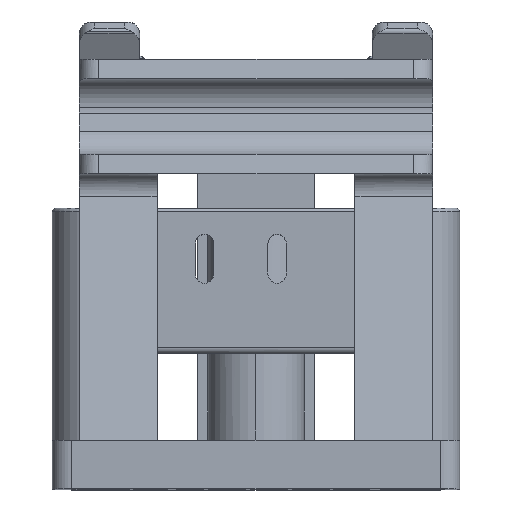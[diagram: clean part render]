
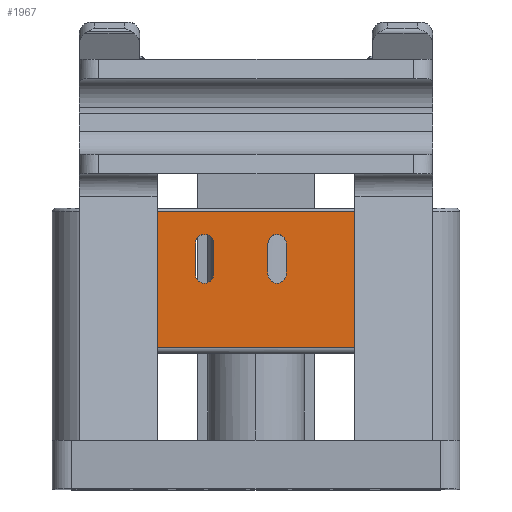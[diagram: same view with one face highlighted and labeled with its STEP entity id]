
A CAD part, top view. The second image highlights one B-rep face of the part: STEP entity #1967.
In plain terms, the highlighted planar face has unit normal (0, 0, 1).
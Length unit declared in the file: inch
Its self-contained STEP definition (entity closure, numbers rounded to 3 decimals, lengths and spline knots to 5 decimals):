
#149 = VERTEX_POINT ( 'NONE', #8482 ) ;
#182 = ORIENTED_EDGE ( 'NONE', *, *, #1122, .F. ) ;
#213 = AXIS2_PLACEMENT_3D ( 'NONE', #2844, #8498, #2747 ) ;
#295 = CARTESIAN_POINT ( 'NONE',  ( -0.6728, 0.73, 0.291 ) ) ;
#513 = DIRECTION ( 'NONE',  ( 1., 0., 0. ) ) ;
#879 = LINE ( 'NONE', #13163, #5716 ) ;
#1122 = EDGE_CURVE ( 'NONE', #14185, #13232, #2087, .T. ) ;
#1194 = EDGE_CURVE ( 'NONE', #11209, #149, #4069, .T. ) ;
#1316 = EDGE_LOOP ( 'NONE', ( #10184, #6445, #12160, #182 ) ) ;
#1505 = VERTEX_POINT ( 'NONE', #10292 ) ;
#1737 = AXIS2_PLACEMENT_3D ( 'NONE', #2129, #5474, #13546 ) ;
#1967 = ADVANCED_FACE ( 'NONE', ( #2244, #4968, #12388 ), #7844, .T. ) ;
#2017 = CIRCLE ( 'NONE', #213, 0.047 ) ;
#2087 = CIRCLE ( 'NONE', #14590, 0.047 ) ;
#2129 = CARTESIAN_POINT ( 'NONE',  ( -0.6728, 0.7, 0.291 ) ) ;
#2244 = FACE_OUTER_BOUND ( 'NONE', #6621, .T. ) ;
#2341 = CARTESIAN_POINT ( 'NONE',  ( 0.06174, 1.10999, 0.291 ) ) ;
#2532 = VECTOR ( 'NONE', #4753, 39.37008 ) ;
#2535 = EDGE_CURVE ( 'NONE', #9760, #6163, #10555, .T. ) ;
#2747 = DIRECTION ( 'NONE',  ( 1., 0., 0. ) ) ;
#2771 = CARTESIAN_POINT ( 'NONE',  ( 0.6728, 0.7, 0.291 ) ) ;
#2844 = CARTESIAN_POINT ( 'NONE',  ( -0.26528, 1.10999, 0.291 ) ) ;
#2855 = DIRECTION ( 'NONE',  ( 1., 0., 0. ) ) ;
#2899 = LINE ( 'NONE', #6468, #7776 ) ;
#3245 = ORIENTED_EDGE ( 'NONE', *, *, #12884, .F. ) ;
#3810 = CIRCLE ( 'NONE', #11316, 0.047 ) ;
#3815 = DIRECTION ( 'NONE',  ( 0., 0., 1. ) ) ;
#3844 = VERTEX_POINT ( 'NONE', #13775 ) ;
#4013 = CARTESIAN_POINT ( 'NONE',  ( 0.06174, 1.26699, 0.291 ) ) ;
#4069 = LINE ( 'NONE', #14157, #9857 ) ;
#4280 = LINE ( 'NONE', #2771, #4821 ) ;
#4352 = CARTESIAN_POINT ( 'NONE',  ( 0.06174, 1.10999, 0.291 ) ) ;
#4470 = CARTESIAN_POINT ( 'NONE',  ( 0.6728, 0.73, 0.291 ) ) ;
#4486 = ORIENTED_EDGE ( 'NONE', *, *, #11915, .T. ) ;
#4547 = ORIENTED_EDGE ( 'NONE', *, *, #4586, .T. ) ;
#4586 = EDGE_CURVE ( 'NONE', #9090, #12712, #879, .T. ) ;
#4730 = CARTESIAN_POINT ( 'NONE',  ( -0.6728, 1.43, 0.291 ) ) ;
#4741 = CARTESIAN_POINT ( 'NONE',  ( 0.15574, 1.26699, 0.291 ) ) ;
#4753 = DIRECTION ( 'NONE',  ( 0., -1., 0. ) ) ;
#4821 = VECTOR ( 'NONE', #5044, 39.37008 ) ;
#4968 = FACE_BOUND ( 'NONE', #13399, .T. ) ;
#5044 = DIRECTION ( 'NONE',  ( 0., 1., 0. ) ) ;
#5138 = CARTESIAN_POINT ( 'NONE',  ( 0.15574, 1.10999, 0.291 ) ) ;
#5423 = ORIENTED_EDGE ( 'NONE', *, *, #2535, .T. ) ;
#5451 = EDGE_CURVE ( 'NONE', #9427, #14185, #5876, .T. ) ;
#5474 = DIRECTION ( 'NONE',  ( 0., 0., 1. ) ) ;
#5716 = VECTOR ( 'NONE', #2855, 39.37008 ) ;
#5876 = LINE ( 'NONE', #5138, #13099 ) ;
#6105 = ORIENTED_EDGE ( 'NONE', *, *, #1194, .F. ) ;
#6163 = VERTEX_POINT ( 'NONE', #4730 ) ;
#6445 = ORIENTED_EDGE ( 'NONE', *, *, #14511, .F. ) ;
#6468 = CARTESIAN_POINT ( 'NONE',  ( -0.31228, 1.10999, 0.291 ) ) ;
#6621 = EDGE_LOOP ( 'NONE', ( #4547, #4486, #5423, #12857 ) ) ;
#6871 = LINE ( 'NONE', #4352, #2532 ) ;
#7297 = DIRECTION ( 'NONE',  ( 0., 1., 0. ) ) ;
#7379 = ORIENTED_EDGE ( 'NONE', *, *, #8702, .F. ) ;
#7543 = ORIENTED_EDGE ( 'NONE', *, *, #13452, .F. ) ;
#7690 = DIRECTION ( 'NONE',  ( 0., -1., 0. ) ) ;
#7776 = VECTOR ( 'NONE', #7690, 39.37008 ) ;
#7844 = PLANE ( 'NONE',  #1737 ) ;
#8164 = CARTESIAN_POINT ( 'NONE',  ( -0.6728, 1.43, 0.291 ) ) ;
#8169 = CIRCLE ( 'NONE', #8398, 0.047 ) ;
#8398 = AXIS2_PLACEMENT_3D ( 'NONE', #8752, #12159, #11041 ) ;
#8482 = CARTESIAN_POINT ( 'NONE',  ( -0.21828, 1.26699, 0.291 ) ) ;
#8498 = DIRECTION ( 'NONE',  ( 0., 0., 1. ) ) ;
#8702 = EDGE_CURVE ( 'NONE', #1505, #3844, #2899, .T. ) ;
#8752 = CARTESIAN_POINT ( 'NONE',  ( 0.10874, 1.10999, 0.291 ) ) ;
#8938 = EDGE_CURVE ( 'NONE', #13232, #10458, #6871, .T. ) ;
#9018 = VECTOR ( 'NONE', #12017, 39.37008 ) ;
#9090 = VERTEX_POINT ( 'NONE', #295 ) ;
#9283 = VECTOR ( 'NONE', #12772, 39.37008 ) ;
#9427 = VERTEX_POINT ( 'NONE', #10110 ) ;
#9621 = CARTESIAN_POINT ( 'NONE',  ( 0.10874, 1.26699, 0.291 ) ) ;
#9754 = EDGE_CURVE ( 'NONE', #9090, #6163, #10839, .T. ) ;
#9760 = VERTEX_POINT ( 'NONE', #12312 ) ;
#9764 = DIRECTION ( 'NONE',  ( 0., 0., 1. ) ) ;
#9857 = VECTOR ( 'NONE', #7297, 39.37008 ) ;
#10041 = CARTESIAN_POINT ( 'NONE',  ( -0.6728, 0.7, 0.291 ) ) ;
#10110 = CARTESIAN_POINT ( 'NONE',  ( 0.15574, 1.10999, 0.291 ) ) ;
#10184 = ORIENTED_EDGE ( 'NONE', *, *, #5451, .F. ) ;
#10292 = CARTESIAN_POINT ( 'NONE',  ( -0.31228, 1.26699, 0.291 ) ) ;
#10458 = VERTEX_POINT ( 'NONE', #2341 ) ;
#10555 = LINE ( 'NONE', #8164, #9283 ) ;
#10691 = DIRECTION ( 'NONE',  ( 1., 0., 0. ) ) ;
#10726 = CARTESIAN_POINT ( 'NONE',  ( -0.21828, 1.10999, 0.291 ) ) ;
#10839 = LINE ( 'NONE', #10041, #9018 ) ;
#10985 = DIRECTION ( 'NONE',  ( 0., 1., 0. ) ) ;
#11041 = DIRECTION ( 'NONE',  ( 1., 0., 0. ) ) ;
#11209 = VERTEX_POINT ( 'NONE', #10726 ) ;
#11316 = AXIS2_PLACEMENT_3D ( 'NONE', #12001, #9764, #513 ) ;
#11915 = EDGE_CURVE ( 'NONE', #12712, #9760, #4280, .T. ) ;
#12001 = CARTESIAN_POINT ( 'NONE',  ( -0.26528, 1.26699, 0.291 ) ) ;
#12017 = DIRECTION ( 'NONE',  ( 0., 1., 0. ) ) ;
#12159 = DIRECTION ( 'NONE',  ( 0., 0., 1. ) ) ;
#12160 = ORIENTED_EDGE ( 'NONE', *, *, #8938, .F. ) ;
#12312 = CARTESIAN_POINT ( 'NONE',  ( 0.6728, 1.43, 0.291 ) ) ;
#12388 = FACE_BOUND ( 'NONE', #1316, .T. ) ;
#12712 = VERTEX_POINT ( 'NONE', #4470 ) ;
#12772 = DIRECTION ( 'NONE',  ( -1., 0., 0. ) ) ;
#12857 = ORIENTED_EDGE ( 'NONE', *, *, #9754, .F. ) ;
#12884 = EDGE_CURVE ( 'NONE', #149, #1505, #3810, .T. ) ;
#13099 = VECTOR ( 'NONE', #10985, 39.37008 ) ;
#13163 = CARTESIAN_POINT ( 'NONE',  ( 0.6728, 0.73, 0.291 ) ) ;
#13232 = VERTEX_POINT ( 'NONE', #4013 ) ;
#13399 = EDGE_LOOP ( 'NONE', ( #6105, #7543, #7379, #3245 ) ) ;
#13452 = EDGE_CURVE ( 'NONE', #3844, #11209, #2017, .T. ) ;
#13546 = DIRECTION ( 'NONE',  ( 1., 0., 0. ) ) ;
#13775 = CARTESIAN_POINT ( 'NONE',  ( -0.31228, 1.10999, 0.291 ) ) ;
#14157 = CARTESIAN_POINT ( 'NONE',  ( -0.21828, 1.10999, 0.291 ) ) ;
#14185 = VERTEX_POINT ( 'NONE', #4741 ) ;
#14511 = EDGE_CURVE ( 'NONE', #10458, #9427, #8169, .T. ) ;
#14590 = AXIS2_PLACEMENT_3D ( 'NONE', #9621, #3815, #10691 ) ;
